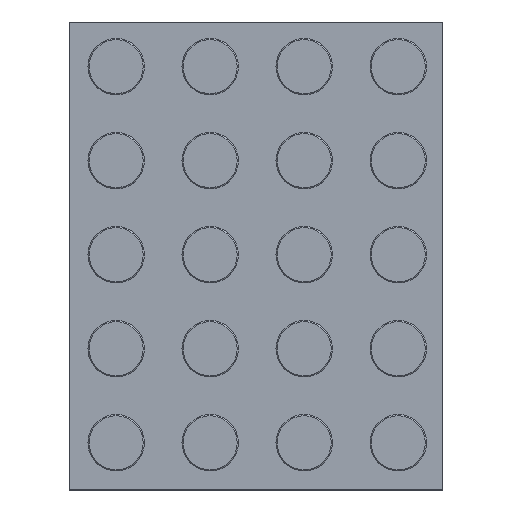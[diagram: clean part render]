
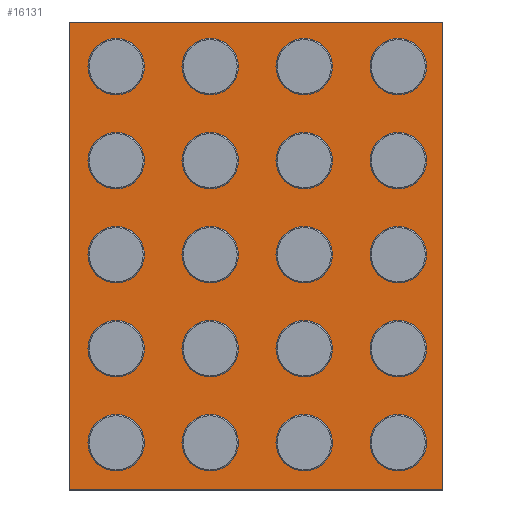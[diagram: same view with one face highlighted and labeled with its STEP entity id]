
A CAD part, top view. The second image highlights one B-rep face of the part: STEP entity #16131.
In plain terms, the highlighted planar face has unit normal (0, 0, 1).
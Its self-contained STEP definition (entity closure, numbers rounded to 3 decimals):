
#153=CIRCLE('',#16840,2.4);
#154=CIRCLE('',#16841,2.4);
#155=CIRCLE('',#16842,2.4);
#156=CIRCLE('',#16843,2.4);
#157=CIRCLE('',#16844,2.4);
#158=CIRCLE('',#16845,2.4);
#159=CIRCLE('',#16846,2.4);
#160=CIRCLE('',#16847,2.4);
#161=CIRCLE('',#16848,2.4);
#162=CIRCLE('',#16849,2.4);
#163=CIRCLE('',#16850,2.4);
#164=CIRCLE('',#16851,2.4);
#165=CIRCLE('',#16852,2.4);
#166=CIRCLE('',#16853,2.4);
#167=CIRCLE('',#16854,2.4);
#168=CIRCLE('',#16855,2.4);
#169=CIRCLE('',#16856,2.4);
#170=CIRCLE('',#16857,2.4);
#171=CIRCLE('',#16858,2.4);
#172=CIRCLE('',#16859,2.4);
#417=FACE_BOUND('',#2720,.T.);
#418=FACE_BOUND('',#2721,.T.);
#419=FACE_BOUND('',#2722,.T.);
#420=FACE_BOUND('',#2723,.T.);
#421=FACE_BOUND('',#2724,.T.);
#422=FACE_BOUND('',#2725,.T.);
#423=FACE_BOUND('',#2726,.T.);
#424=FACE_BOUND('',#2727,.T.);
#425=FACE_BOUND('',#2728,.T.);
#426=FACE_BOUND('',#2729,.T.);
#427=FACE_BOUND('',#2730,.T.);
#428=FACE_BOUND('',#2731,.T.);
#429=FACE_BOUND('',#2732,.T.);
#430=FACE_BOUND('',#2733,.T.);
#431=FACE_BOUND('',#2734,.T.);
#432=FACE_BOUND('',#2735,.T.);
#433=FACE_BOUND('',#2736,.T.);
#434=FACE_BOUND('',#2737,.T.);
#435=FACE_BOUND('',#2738,.T.);
#436=FACE_BOUND('',#2739,.T.);
#887=PLANE('',#16839);
#1688=FACE_OUTER_BOUND('',#2719,.T.);
#2719=EDGE_LOOP('',(#14220,#14221,#14222,#14223));
#2720=EDGE_LOOP('',(#14224));
#2721=EDGE_LOOP('',(#14225));
#2722=EDGE_LOOP('',(#14226));
#2723=EDGE_LOOP('',(#14227));
#2724=EDGE_LOOP('',(#14228));
#2725=EDGE_LOOP('',(#14229));
#2726=EDGE_LOOP('',(#14230));
#2727=EDGE_LOOP('',(#14231));
#2728=EDGE_LOOP('',(#14232));
#2729=EDGE_LOOP('',(#14233));
#2730=EDGE_LOOP('',(#14234));
#2731=EDGE_LOOP('',(#14235));
#2732=EDGE_LOOP('',(#14236));
#2733=EDGE_LOOP('',(#14237));
#2734=EDGE_LOOP('',(#14238));
#2735=EDGE_LOOP('',(#14239));
#2736=EDGE_LOOP('',(#14240));
#2737=EDGE_LOOP('',(#14241));
#2738=EDGE_LOOP('',(#14242));
#2739=EDGE_LOOP('',(#14243));
#3161=LINE('',#20890,#4625);
#4302=LINE('',#27965,#5766);
#4310=LINE('',#28246,#5774);
#4311=LINE('',#28247,#5775);
#4625=VECTOR('',#17330,31.8);
#5766=VECTOR('',#19053,39.8);
#5774=VECTOR('',#19423,31.8);
#5775=VECTOR('',#19424,39.8);
#6758=VERTEX_POINT('',#20888);
#6759=VERTEX_POINT('',#20889);
#7868=VERTEX_POINT('',#27964);
#7960=VERTEX_POINT('',#28245);
#7961=VERTEX_POINT('',#28248);
#7962=VERTEX_POINT('',#28250);
#7963=VERTEX_POINT('',#28252);
#7964=VERTEX_POINT('',#28254);
#7965=VERTEX_POINT('',#28256);
#7966=VERTEX_POINT('',#28258);
#7967=VERTEX_POINT('',#28260);
#7968=VERTEX_POINT('',#28262);
#7969=VERTEX_POINT('',#28264);
#7970=VERTEX_POINT('',#28266);
#7971=VERTEX_POINT('',#28268);
#7972=VERTEX_POINT('',#28270);
#7973=VERTEX_POINT('',#28272);
#7974=VERTEX_POINT('',#28274);
#7975=VERTEX_POINT('',#28276);
#7976=VERTEX_POINT('',#28278);
#7977=VERTEX_POINT('',#28280);
#7978=VERTEX_POINT('',#28282);
#7979=VERTEX_POINT('',#28284);
#7980=VERTEX_POINT('',#28286);
#8428=EDGE_CURVE('',#6758,#6759,#3161,.T.);
#10094=EDGE_CURVE('',#7868,#6758,#4302,.T.);
#10190=EDGE_CURVE('',#7960,#7868,#4310,.T.);
#10191=EDGE_CURVE('',#6759,#7960,#4311,.T.);
#10192=EDGE_CURVE('',#7961,#7961,#153,.T.);
#10193=EDGE_CURVE('',#7962,#7962,#154,.T.);
#10194=EDGE_CURVE('',#7963,#7963,#155,.T.);
#10195=EDGE_CURVE('',#7964,#7964,#156,.T.);
#10196=EDGE_CURVE('',#7965,#7965,#157,.T.);
#10197=EDGE_CURVE('',#7966,#7966,#158,.T.);
#10198=EDGE_CURVE('',#7967,#7967,#159,.T.);
#10199=EDGE_CURVE('',#7968,#7968,#160,.T.);
#10200=EDGE_CURVE('',#7969,#7969,#161,.T.);
#10201=EDGE_CURVE('',#7970,#7970,#162,.T.);
#10202=EDGE_CURVE('',#7971,#7971,#163,.T.);
#10203=EDGE_CURVE('',#7972,#7972,#164,.T.);
#10204=EDGE_CURVE('',#7973,#7973,#165,.T.);
#10205=EDGE_CURVE('',#7974,#7974,#166,.T.);
#10206=EDGE_CURVE('',#7975,#7975,#167,.T.);
#10207=EDGE_CURVE('',#7976,#7976,#168,.T.);
#10208=EDGE_CURVE('',#7977,#7977,#169,.T.);
#10209=EDGE_CURVE('',#7978,#7978,#170,.T.);
#10210=EDGE_CURVE('',#7979,#7979,#171,.T.);
#10211=EDGE_CURVE('',#7980,#7980,#172,.T.);
#14220=ORIENTED_EDGE('',*,*,#10190,.F.);
#14221=ORIENTED_EDGE('',*,*,#10191,.F.);
#14222=ORIENTED_EDGE('',*,*,#8428,.F.);
#14223=ORIENTED_EDGE('',*,*,#10094,.F.);
#14224=ORIENTED_EDGE('',*,*,#10192,.T.);
#14225=ORIENTED_EDGE('',*,*,#10193,.T.);
#14226=ORIENTED_EDGE('',*,*,#10194,.T.);
#14227=ORIENTED_EDGE('',*,*,#10195,.T.);
#14228=ORIENTED_EDGE('',*,*,#10196,.T.);
#14229=ORIENTED_EDGE('',*,*,#10197,.T.);
#14230=ORIENTED_EDGE('',*,*,#10198,.T.);
#14231=ORIENTED_EDGE('',*,*,#10199,.T.);
#14232=ORIENTED_EDGE('',*,*,#10200,.T.);
#14233=ORIENTED_EDGE('',*,*,#10201,.T.);
#14234=ORIENTED_EDGE('',*,*,#10202,.T.);
#14235=ORIENTED_EDGE('',*,*,#10203,.T.);
#14236=ORIENTED_EDGE('',*,*,#10204,.T.);
#14237=ORIENTED_EDGE('',*,*,#10205,.T.);
#14238=ORIENTED_EDGE('',*,*,#10206,.T.);
#14239=ORIENTED_EDGE('',*,*,#10207,.T.);
#14240=ORIENTED_EDGE('',*,*,#10208,.T.);
#14241=ORIENTED_EDGE('',*,*,#10209,.T.);
#14242=ORIENTED_EDGE('',*,*,#10210,.T.);
#14243=ORIENTED_EDGE('',*,*,#10211,.T.);
#16131=ADVANCED_FACE('',(#1688,#417,#418,#419,#420,#421,#422,#423,#424,
#425,#426,#427,#428,#429,#430,#431,#432,#433,#434,#435,#436),#887,.T.);
#16839=AXIS2_PLACEMENT_3D('',#28244,#19421,#19422);
#16840=AXIS2_PLACEMENT_3D('',#28249,#19425,#19426);
#16841=AXIS2_PLACEMENT_3D('',#28251,#19427,#19428);
#16842=AXIS2_PLACEMENT_3D('',#28253,#19429,#19430);
#16843=AXIS2_PLACEMENT_3D('',#28255,#19431,#19432);
#16844=AXIS2_PLACEMENT_3D('',#28257,#19433,#19434);
#16845=AXIS2_PLACEMENT_3D('',#28259,#19435,#19436);
#16846=AXIS2_PLACEMENT_3D('',#28261,#19437,#19438);
#16847=AXIS2_PLACEMENT_3D('',#28263,#19439,#19440);
#16848=AXIS2_PLACEMENT_3D('',#28265,#19441,#19442);
#16849=AXIS2_PLACEMENT_3D('',#28267,#19443,#19444);
#16850=AXIS2_PLACEMENT_3D('',#28269,#19445,#19446);
#16851=AXIS2_PLACEMENT_3D('',#28271,#19447,#19448);
#16852=AXIS2_PLACEMENT_3D('',#28273,#19449,#19450);
#16853=AXIS2_PLACEMENT_3D('',#28275,#19451,#19452);
#16854=AXIS2_PLACEMENT_3D('',#28277,#19453,#19454);
#16855=AXIS2_PLACEMENT_3D('',#28279,#19455,#19456);
#16856=AXIS2_PLACEMENT_3D('',#28281,#19457,#19458);
#16857=AXIS2_PLACEMENT_3D('',#28283,#19459,#19460);
#16858=AXIS2_PLACEMENT_3D('',#28285,#19461,#19462);
#16859=AXIS2_PLACEMENT_3D('',#28287,#19463,#19464);
#17330=DIRECTION('',(1.,0.,0.));
#19053=DIRECTION('',(0.,1.,0.));
#19421=DIRECTION('center_axis',(0.,0.,1.));
#19422=DIRECTION('ref_axis',(1.,0.,0.));
#19423=DIRECTION('',(-1.,0.,0.));
#19424=DIRECTION('',(0.,-1.,0.));
#19425=DIRECTION('center_axis',(0.,0.,-1.));
#19426=DIRECTION('ref_axis',(-1.,0.,0.));
#19427=DIRECTION('center_axis',(0.,0.,-1.));
#19428=DIRECTION('ref_axis',(-1.,0.,0.));
#19429=DIRECTION('center_axis',(0.,0.,-1.));
#19430=DIRECTION('ref_axis',(-1.,0.,0.));
#19431=DIRECTION('center_axis',(0.,0.,-1.));
#19432=DIRECTION('ref_axis',(-1.,0.,0.));
#19433=DIRECTION('center_axis',(0.,0.,-1.));
#19434=DIRECTION('ref_axis',(-1.,0.,0.));
#19435=DIRECTION('center_axis',(0.,0.,-1.));
#19436=DIRECTION('ref_axis',(-1.,0.,0.));
#19437=DIRECTION('center_axis',(0.,0.,-1.));
#19438=DIRECTION('ref_axis',(-1.,0.,0.));
#19439=DIRECTION('center_axis',(0.,0.,-1.));
#19440=DIRECTION('ref_axis',(-1.,0.,0.));
#19441=DIRECTION('center_axis',(0.,0.,-1.));
#19442=DIRECTION('ref_axis',(-1.,0.,0.));
#19443=DIRECTION('center_axis',(0.,0.,-1.));
#19444=DIRECTION('ref_axis',(-1.,0.,0.));
#19445=DIRECTION('center_axis',(0.,0.,-1.));
#19446=DIRECTION('ref_axis',(-1.,0.,0.));
#19447=DIRECTION('center_axis',(0.,0.,-1.));
#19448=DIRECTION('ref_axis',(-1.,0.,0.));
#19449=DIRECTION('center_axis',(0.,0.,-1.));
#19450=DIRECTION('ref_axis',(-1.,0.,0.));
#19451=DIRECTION('center_axis',(0.,0.,-1.));
#19452=DIRECTION('ref_axis',(-1.,0.,0.));
#19453=DIRECTION('center_axis',(0.,0.,-1.));
#19454=DIRECTION('ref_axis',(-1.,0.,0.));
#19455=DIRECTION('center_axis',(0.,0.,-1.));
#19456=DIRECTION('ref_axis',(-1.,0.,0.));
#19457=DIRECTION('center_axis',(0.,0.,-1.));
#19458=DIRECTION('ref_axis',(-1.,0.,0.));
#19459=DIRECTION('center_axis',(0.,0.,-1.));
#19460=DIRECTION('ref_axis',(-1.,0.,0.));
#19461=DIRECTION('center_axis',(0.,0.,-1.));
#19462=DIRECTION('ref_axis',(-1.,0.,0.));
#19463=DIRECTION('center_axis',(0.,0.,-1.));
#19464=DIRECTION('ref_axis',(-1.,0.,0.));
#20888=CARTESIAN_POINT('',(-4.,35.8,0.));
#20889=CARTESIAN_POINT('',(27.8,35.8,0.));
#20890=CARTESIAN_POINT('',(-4.,35.8,0.));
#27964=CARTESIAN_POINT('',(-4.,-4.,0.));
#27965=CARTESIAN_POINT('',(-4.,-4.,0.));
#28244=CARTESIAN_POINT('Origin',(11.9,15.9,0.));
#28245=CARTESIAN_POINT('',(27.8,-4.,0.));
#28246=CARTESIAN_POINT('',(27.8,-4.,0.));
#28247=CARTESIAN_POINT('',(27.8,35.8,0.));
#28248=CARTESIAN_POINT('',(2.4,0.,0.));
#28249=CARTESIAN_POINT('Origin',(0.,0.,0.));
#28250=CARTESIAN_POINT('',(10.4,0.,0.));
#28251=CARTESIAN_POINT('Origin',(8.,0.,0.));
#28252=CARTESIAN_POINT('',(18.4,0.,0.));
#28253=CARTESIAN_POINT('Origin',(16.,0.,0.));
#28254=CARTESIAN_POINT('',(26.4,0.,0.));
#28255=CARTESIAN_POINT('Origin',(24.,0.,0.));
#28256=CARTESIAN_POINT('',(2.4,8.,0.));
#28257=CARTESIAN_POINT('Origin',(0.,8.,0.));
#28258=CARTESIAN_POINT('',(10.4,8.,0.));
#28259=CARTESIAN_POINT('Origin',(8.,8.,0.));
#28260=CARTESIAN_POINT('',(18.4,8.,0.));
#28261=CARTESIAN_POINT('Origin',(16.,8.,0.));
#28262=CARTESIAN_POINT('',(26.4,8.,0.));
#28263=CARTESIAN_POINT('Origin',(24.,8.,0.));
#28264=CARTESIAN_POINT('',(2.4,16.,0.));
#28265=CARTESIAN_POINT('Origin',(0.,16.,0.));
#28266=CARTESIAN_POINT('',(10.4,16.,0.));
#28267=CARTESIAN_POINT('Origin',(8.,16.,0.));
#28268=CARTESIAN_POINT('',(18.4,16.,0.));
#28269=CARTESIAN_POINT('Origin',(16.,16.,0.));
#28270=CARTESIAN_POINT('',(26.4,16.,0.));
#28271=CARTESIAN_POINT('Origin',(24.,16.,0.));
#28272=CARTESIAN_POINT('',(2.4,24.,0.));
#28273=CARTESIAN_POINT('Origin',(0.,24.,0.));
#28274=CARTESIAN_POINT('',(10.4,24.,0.));
#28275=CARTESIAN_POINT('Origin',(8.,24.,0.));
#28276=CARTESIAN_POINT('',(18.4,24.,0.));
#28277=CARTESIAN_POINT('Origin',(16.,24.,0.));
#28278=CARTESIAN_POINT('',(26.4,24.,0.));
#28279=CARTESIAN_POINT('Origin',(24.,24.,0.));
#28280=CARTESIAN_POINT('',(2.4,32.,0.));
#28281=CARTESIAN_POINT('Origin',(0.,32.,0.));
#28282=CARTESIAN_POINT('',(10.4,32.,0.));
#28283=CARTESIAN_POINT('Origin',(8.,32.,0.));
#28284=CARTESIAN_POINT('',(18.4,32.,0.));
#28285=CARTESIAN_POINT('Origin',(16.,32.,0.));
#28286=CARTESIAN_POINT('',(26.4,32.,0.));
#28287=CARTESIAN_POINT('Origin',(24.,32.,0.));
